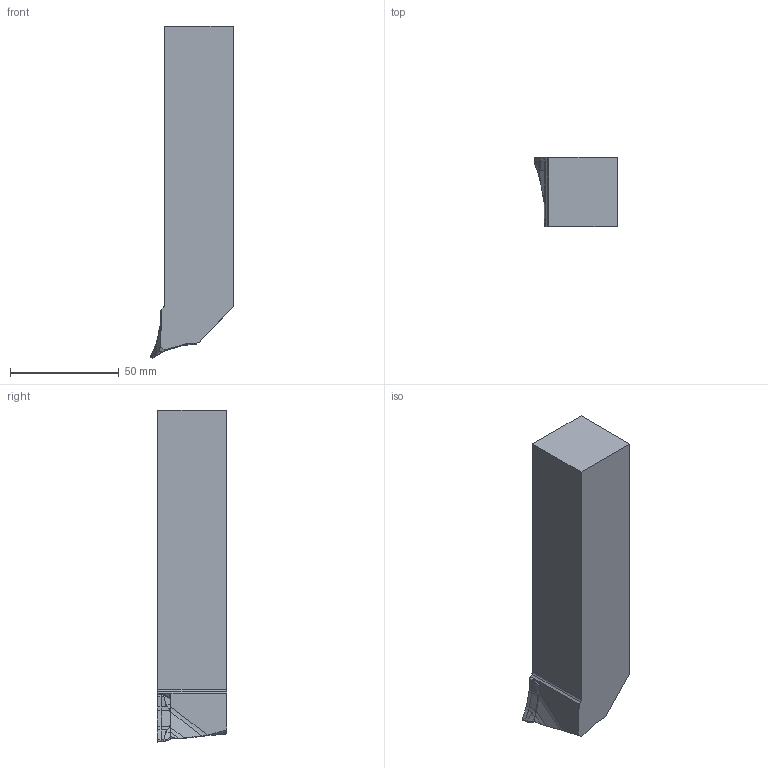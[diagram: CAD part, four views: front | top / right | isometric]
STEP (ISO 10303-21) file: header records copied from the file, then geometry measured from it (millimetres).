
FILE_DESCRIPTION(/* description */ (''),/* implementation_level */ '2;1');
FILE_NAME(/* name */ 'assy.stp',/* time_stamp */ '2017-02-07T19:08:30+01:00',/* author */ (''),/* organization */ ('SMS'),/* preprocessor_version */ 'ST-DEVELOPER v15',/* originating_system */ 'SIEMENS PLM Software NX 8.5',/* authorisation */ '');
FILE_SCHEMA (('AUTOMOTIVE_DESIGN { 1 0 10303 214 3 1 1 1 }'));
Length unit declared in the file: millimetre
Products named in the file (4): ASSEMBLY_CONSTRUCTION; CUT; NOCUT; ASSY
Assembly tree (3 placements, depth 2):
  ASSY
    NOCUT
    CUT
    ASSEMBLY_CONSTRUCTION
Bounding box: 38.1 x 31.75 x 152.4 mm (x, y, z)
Volume: 142880.3 mm3; surface area: 20820.5 mm2
Topology: 2 solids, 2 shells, 95 faces, 264 edges, 179 vertices
Faces by surface type: plane 40, cylinder 19, bspline 18, revolution 9, cone 9
Entity records: 3941 total; most frequent: CARTESIAN_POINT 1539, ORIENTED_EDGE 526, DIRECTION 379, EDGE_CURVE 263, VERTEX_POINT 172, LINE 134, VECTOR 134, AXIS2_PLACEMENT_3D 118
